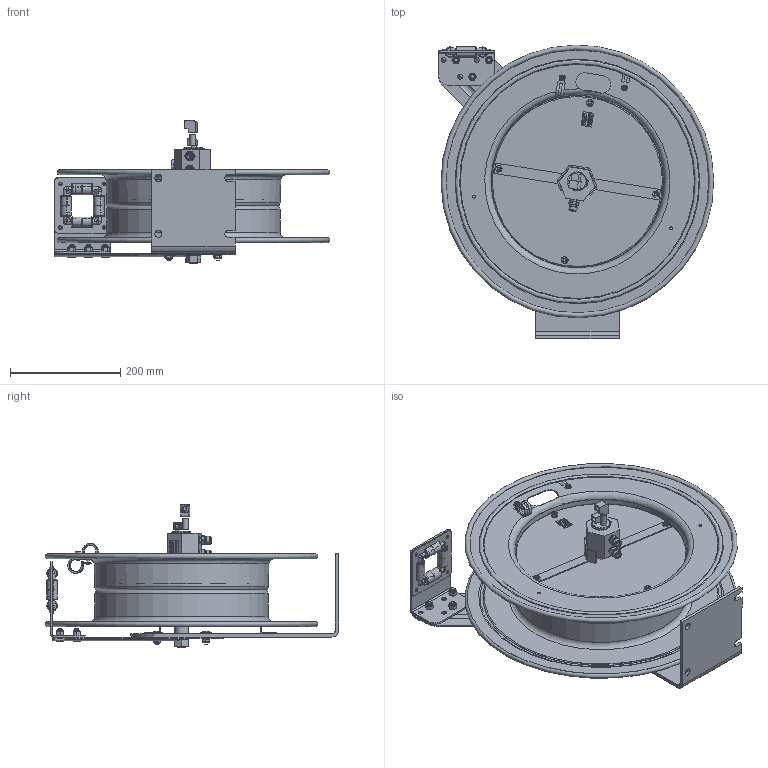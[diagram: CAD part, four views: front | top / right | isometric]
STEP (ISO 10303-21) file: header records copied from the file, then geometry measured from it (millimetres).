
FILE_DESCRIPTION(/* description */ (''),/* implementation_level */ '2;1');
FILE_NAME(/* name */ 'EZ-SHW-150_SHARED.stp',/* time_stamp */ '2020-02-27T14:55:32-07:00',/* author */ ('NMelton'),/* organization */ (''),/* preprocessor_version */ 'ST-DEVELOPER v17',/* originating_system */ 'Autodesk Inventor 2019',/* authorisation */ '');
FILE_SCHEMA (('AUTOMOTIVE_DESIGN { 1 0 10303 214 3 1 1 }'));
Products named in the file (1): EZ-SHW-150_SHARED
Bounding box: 500.18 x 533.37 x 258.47 mm (x, y, z)
Surface area: 1383438.4 mm2 (no closed solid volume)
Topology: 0 solids, 195 shells, 3066 faces, 15185 edges, 11829 vertices
Faces by surface type: plane 1716, cylinder 562, bspline 464, cone 197, torus 90, sphere 37
Full cylindrical faces by diameter (mm): 1.93 x2, 2.54 x1, 2.692 x1, 3.048 x1, 3.962 x2, 4.699 x4, 4.75 x2, 4.826 x2, 5.08 x2, 5.182 x1, 5.556 x2, 5.575 x1, 5.588 x5, 6.35 x8, 7.112 x2, 7.938 x3, 8.731 x7, 8.89 x3, 10.312 x1, 10.414 x1, 11.43 x3, 11.557 x4, 12.192 x8, 12.7 x2, 13.208 x1, 14.287 x2, 15.875 x1, 19.05 x5, 25.362 x1, 25.578 x1
Entity records: 159284 total; most frequent: CARTESIAN_POINT 44264, ORIENTED_EDGE 21096, DIRECTION 20015, EDGE_CURVE 15143, VERTEX_POINT 11829, LINE 10115, VECTOR 10115, AXIS2_PLACEMENT_3D 4950
